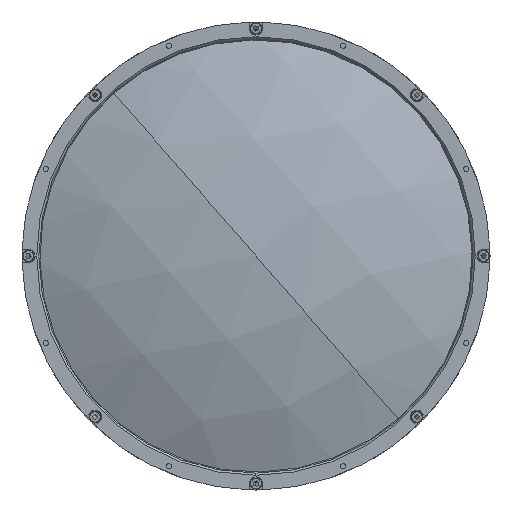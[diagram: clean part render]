
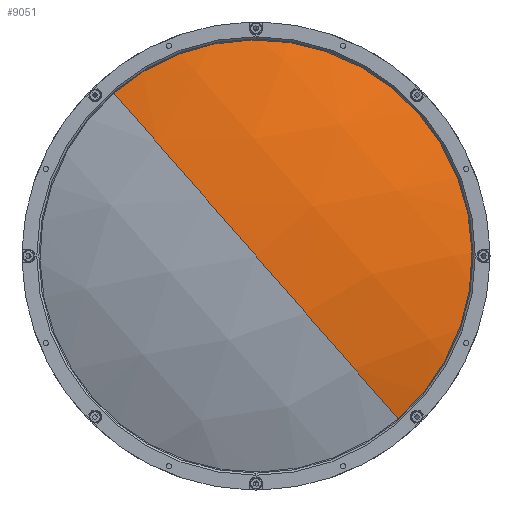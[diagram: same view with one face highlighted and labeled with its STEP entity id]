
A CAD part, left-side view. The second image highlights one B-rep face of the part: STEP entity #9051.
In plain terms, the highlighted spherical face has radius 264.145 mm.
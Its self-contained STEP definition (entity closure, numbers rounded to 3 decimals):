
#418 = DIRECTION ( 'NONE',  ( 0., -0.657, -0.753 ) ) ;
#604 = CARTESIAN_POINT ( 'NONE',  ( 261.045, 0., 0. ) ) ;
#984 = CIRCLE ( 'NONE', #11437, 264.145 ) ;
#1647 = EDGE_CURVE ( 'NONE', #6684, #17642, #7076, .T. ) ;
#1954 = EDGE_LOOP ( 'NONE', ( #12971, #15699, #10512 ) ) ;
#1965 = CARTESIAN_POINT ( 'NONE',  ( 18.666, 0., 0. ) ) ;
#2044 = DIRECTION ( 'NONE',  ( 0., 0.657, 0.753 ) ) ;
#2404 = SPHERICAL_SURFACE ( 'NONE', #3722, 264.145 ) ;
#3409 = DIRECTION ( 'NONE',  ( 0., -0.753, 0.657 ) ) ;
#3722 = AXIS2_PLACEMENT_3D ( 'NONE', #17572, #7576, #418 ) ;
#4723 = EDGE_CURVE ( 'NONE', #14480, #6684, #16272, .T. ) ;
#4866 = CARTESIAN_POINT ( 'NONE',  ( 261.045, 0., 0. ) ) ;
#6183 = DIRECTION ( 'NONE',  ( 0., -0.657, -0.753 ) ) ;
#6684 = VERTEX_POINT ( 'NONE', #11785 ) ;
#7076 = CIRCLE ( 'NONE', #9839, 264.145 ) ;
#7576 = DIRECTION ( 'NONE',  ( 0., -0.753, 0.657 ) ) ;
#9051 = ADVANCED_FACE ( 'NONE', ( #17200 ), #2404, .T. ) ;
#9839 = AXIS2_PLACEMENT_3D ( 'NONE', #4866, #17630, #6183 ) ;
#10512 = ORIENTED_EDGE ( 'NONE', *, *, #13283, .F. ) ;
#10652 = DIRECTION ( 'NONE',  ( 0., 0.753, -0.657 ) ) ;
#11437 = AXIS2_PLACEMENT_3D ( 'NONE', #604, #10652, #2044 ) ;
#11785 = CARTESIAN_POINT ( 'NONE',  ( 18.666, 69.034, 79.116 ) ) ;
#12002 = DIRECTION ( 'NONE',  ( -1., 0., 0. ) ) ;
#12971 = ORIENTED_EDGE ( 'NONE', *, *, #4723, .T. ) ;
#13283 = EDGE_CURVE ( 'NONE', #14480, #17642, #984, .T. ) ;
#14480 = VERTEX_POINT ( 'NONE', #16954 ) ;
#15699 = ORIENTED_EDGE ( 'NONE', *, *, #1647, .T. ) ;
#15954 = CARTESIAN_POINT ( 'NONE',  ( -3.1, 0., 0. ) ) ;
#16272 = CIRCLE ( 'NONE', #17609, 105. ) ;
#16954 = CARTESIAN_POINT ( 'NONE',  ( 18.666, -69.034, -79.116 ) ) ;
#17200 = FACE_OUTER_BOUND ( 'NONE', #1954, .T. ) ;
#17572 = CARTESIAN_POINT ( 'NONE',  ( 261.045, 0., 0. ) ) ;
#17609 = AXIS2_PLACEMENT_3D ( 'NONE', #1965, #12002, #3409 ) ;
#17630 = DIRECTION ( 'NONE',  ( 0., -0.753, 0.657 ) ) ;
#17642 = VERTEX_POINT ( 'NONE', #15954 ) ;
